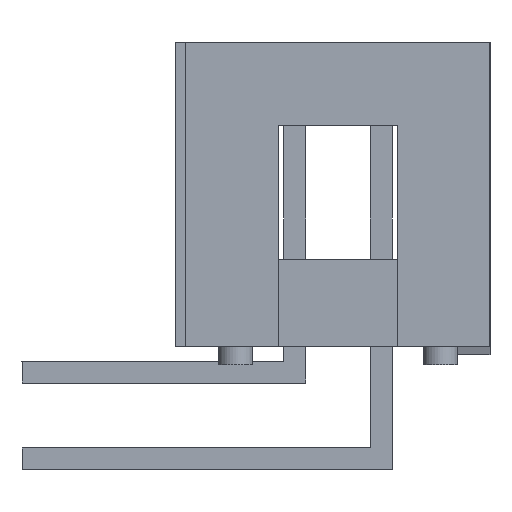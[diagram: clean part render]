
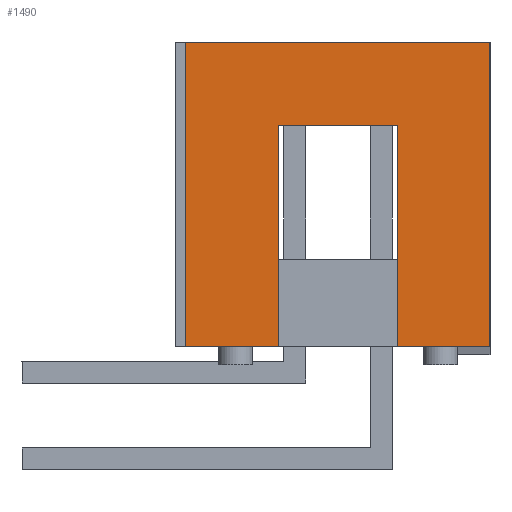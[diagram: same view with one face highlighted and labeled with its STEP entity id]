
A CAD part, left-side view. The second image highlights one B-rep face of the part: STEP entity #1490.
In plain terms, the highlighted planar face has unit normal (-1, 0, 0).
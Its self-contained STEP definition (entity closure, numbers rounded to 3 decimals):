
#1490=ADVANCED_FACE('',(#1961),#1727,.T.);
#1727=PLANE('',#5980);
#1961=FACE_OUTER_BOUND('',#2220,.T.);
#2220=EDGE_LOOP('',(#3201,#3202,#3203,#3204,#3205,#3206,#3207,#3208));
#3201=ORIENTED_EDGE('',*,*,#4445,.T.);
#3202=ORIENTED_EDGE('',*,*,#4442,.T.);
#3203=ORIENTED_EDGE('',*,*,#4446,.T.);
#3204=ORIENTED_EDGE('',*,*,#4447,.T.);
#3205=ORIENTED_EDGE('',*,*,#4448,.T.);
#3206=ORIENTED_EDGE('',*,*,#4449,.F.);
#3207=ORIENTED_EDGE('',*,*,#4450,.T.);
#3208=ORIENTED_EDGE('',*,*,#4376,.T.);
#3820=VERTEX_POINT('',#8066);
#3821=VERTEX_POINT('',#8068);
#3867=VERTEX_POINT('',#8199);
#3868=VERTEX_POINT('',#8200);
#3869=VERTEX_POINT('',#8207);
#3870=VERTEX_POINT('',#8209);
#3871=VERTEX_POINT('',#8211);
#3872=VERTEX_POINT('',#8213);
#4376=EDGE_CURVE('',#3821,#3820,#4986,.T.);
#4442=EDGE_CURVE('',#3867,#3868,#5052,.T.);
#4445=EDGE_CURVE('',#3820,#3867,#5055,.T.);
#4446=EDGE_CURVE('',#3868,#3869,#5056,.T.);
#4447=EDGE_CURVE('',#3869,#3870,#5057,.T.);
#4448=EDGE_CURVE('',#3870,#3871,#5058,.T.);
#4449=EDGE_CURVE('',#3872,#3871,#5059,.T.);
#4450=EDGE_CURVE('',#3872,#3821,#5060,.T.);
#4986=LINE('',#8067,#5592);
#5052=LINE('',#8198,#5658);
#5055=LINE('',#8204,#5661);
#5056=LINE('',#8206,#5662);
#5057=LINE('',#8208,#5663);
#5058=LINE('',#8210,#5664);
#5059=LINE('',#8212,#5665);
#5060=LINE('',#8214,#5666);
#5592=VECTOR('',#6839,1.);
#5658=VECTOR('',#6943,1.);
#5661=VECTOR('',#6948,1.);
#5662=VECTOR('',#6951,1.);
#5663=VECTOR('',#6952,1.);
#5664=VECTOR('',#6953,1.);
#5665=VECTOR('',#6954,1.);
#5666=VECTOR('',#6955,1.);
#5980=AXIS2_PLACEMENT_3D('',#8215,#6956,#6957);
#6839=DIRECTION('',(0.,0.,1.));
#6943=DIRECTION('',(0.,0.,-1.));
#6948=DIRECTION('',(0.,-1.,0.));
#6951=DIRECTION('',(0.,-1.,0.));
#6952=DIRECTION('',(0.,0.,1.));
#6953=DIRECTION('',(0.,1.,0.));
#6954=DIRECTION('',(0.,0.,1.));
#6955=DIRECTION('',(0.,-1.,0.));
#6956=DIRECTION('',(-1.,0.,0.));
#6957=DIRECTION('',(0.,-1.,0.));
#8066=CARTESIAN_POINT('',(-12.7,1.75,-2.45));
#8067=CARTESIAN_POINT('',(-12.7,1.75,-8.9));
#8068=CARTESIAN_POINT('',(-12.7,1.75,-8.9));
#8198=CARTESIAN_POINT('',(-12.7,-1.75,-2.45));
#8199=CARTESIAN_POINT('',(-12.7,-1.75,-2.45));
#8200=CARTESIAN_POINT('',(-12.7,-1.75,-8.9));
#8204=CARTESIAN_POINT('',(-12.7,1.75,-2.45));
#8206=CARTESIAN_POINT('',(-12.7,-1.75,-8.9));
#8207=CARTESIAN_POINT('',(-12.7,-4.45,-8.9));
#8208=CARTESIAN_POINT('',(-12.7,-4.45,-8.9));
#8209=CARTESIAN_POINT('',(-12.7,-4.45,0.));
#8210=CARTESIAN_POINT('',(-12.7,-4.45,0.));
#8211=CARTESIAN_POINT('',(-12.7,4.45,0.));
#8212=CARTESIAN_POINT('',(-12.7,4.45,-8.9));
#8213=CARTESIAN_POINT('',(-12.7,4.45,-8.9));
#8214=CARTESIAN_POINT('',(-12.7,4.45,-8.9));
#8215=CARTESIAN_POINT('',(-12.7,4.45,-8.9));
